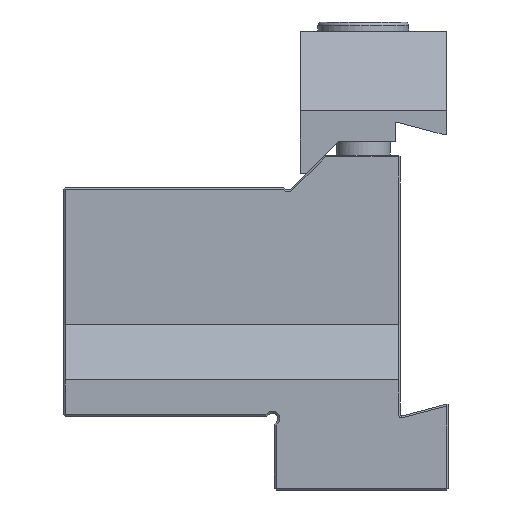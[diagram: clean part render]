
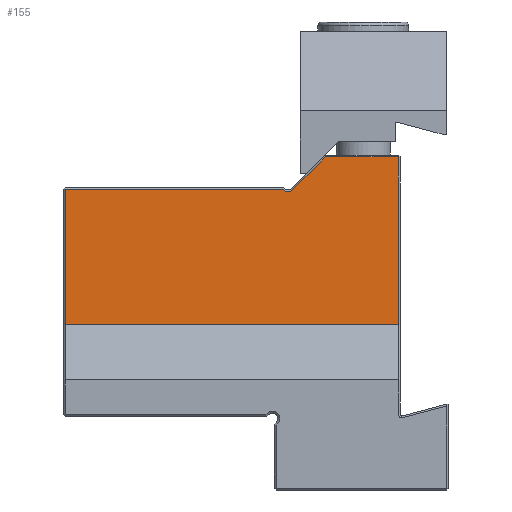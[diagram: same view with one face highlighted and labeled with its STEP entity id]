
A CAD part, left-side view. The second image highlights one B-rep face of the part: STEP entity #155.
In plain terms, the highlighted planar face has unit normal (-1, 0, 0).
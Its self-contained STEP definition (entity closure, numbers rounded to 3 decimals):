
#111=CIRCLE('',#1989,0.7);
#155=ADVANCED_FACE('',(#365),#273,.F.);
#273=PLANE('',#1990);
#365=FACE_OUTER_BOUND('',#468,.T.);
#468=EDGE_LOOP('',(#632,#633,#634,#635,#636,#637,#638,#639));
#632=ORIENTED_EDGE('',*,*,#1313,.T.);
#633=ORIENTED_EDGE('',*,*,#1315,.T.);
#634=ORIENTED_EDGE('',*,*,#1316,.T.);
#635=ORIENTED_EDGE('',*,*,#1317,.T.);
#636=ORIENTED_EDGE('',*,*,#1318,.T.);
#637=ORIENTED_EDGE('',*,*,#1319,.T.);
#638=ORIENTED_EDGE('',*,*,#1320,.T.);
#639=ORIENTED_EDGE('',*,*,#1321,.T.);
#1152=VERTEX_POINT('',#2746);
#1153=VERTEX_POINT('',#2748);
#1154=VERTEX_POINT('',#2752);
#1155=VERTEX_POINT('',#2754);
#1156=VERTEX_POINT('',#2756);
#1157=VERTEX_POINT('',#2758);
#1158=VERTEX_POINT('',#2760);
#1159=VERTEX_POINT('',#2762);
#1313=EDGE_CURVE('',#1153,#1152,#1573,.T.);
#1315=EDGE_CURVE('',#1152,#1154,#1575,.T.);
#1316=EDGE_CURVE('',#1154,#1155,#1576,.T.);
#1317=EDGE_CURVE('',#1155,#1156,#1577,.T.);
#1318=EDGE_CURVE('',#1156,#1157,#111,.T.);
#1319=EDGE_CURVE('',#1157,#1158,#1578,.T.);
#1320=EDGE_CURVE('',#1158,#1159,#1579,.T.);
#1321=EDGE_CURVE('',#1159,#1153,#1580,.T.);
#1573=LINE('',#2747,#1789);
#1575=LINE('',#2751,#1791);
#1576=LINE('',#2753,#1792);
#1577=LINE('',#2755,#1793);
#1578=LINE('',#2759,#1794);
#1579=LINE('',#2761,#1795);
#1580=LINE('',#2763,#1796);
#1789=VECTOR('',#2182,1.);
#1791=VECTOR('',#2186,1.);
#1792=VECTOR('',#2187,1.);
#1793=VECTOR('',#2188,1.);
#1794=VECTOR('',#2191,1.);
#1795=VECTOR('',#2192,1.);
#1796=VECTOR('',#2193,1.);
#1989=AXIS2_PLACEMENT_3D('',#2757,#2189,#2190);
#1990=AXIS2_PLACEMENT_3D('',#2764,#2194,#2195);
#2182=DIRECTION('',(0.,-1.,0.));
#2186=DIRECTION('',(0.,0.,1.));
#2187=DIRECTION('',(0.,1.,0.));
#2188=DIRECTION('',(0.,0.707,-0.707));
#2189=DIRECTION('',(1.,0.,0.));
#2190=DIRECTION('',(0.,0.,-1.));
#2191=DIRECTION('',(0.,0.707,0.707));
#2192=DIRECTION('',(0.,1.,0.));
#2193=DIRECTION('',(0.,0.,-1.));
#2194=DIRECTION('',(1.,0.,0.));
#2195=DIRECTION('',(0.,0.,-1.));
#2746=CARTESIAN_POINT('',(6.,5.5,-18.5));
#2747=CARTESIAN_POINT('',(6.,42.,-18.5));
#2748=CARTESIAN_POINT('',(6.,41.8,-18.5));
#2751=CARTESIAN_POINT('',(6.,5.5,0.));
#2752=CARTESIAN_POINT('',(6.,5.5,-0.2));
#2753=CARTESIAN_POINT('',(6.,42.,-0.2));
#2754=CARTESIAN_POINT('',(6.,13.417,-0.2));
#2755=CARTESIAN_POINT('',(6.,27.609,-14.391));
#2756=CARTESIAN_POINT('',(6.,17.012,-3.795));
#2757=CARTESIAN_POINT('',(6.,17.507,-3.3));
#2758=CARTESIAN_POINT('',(6.,18.002,-3.795));
#2759=CARTESIAN_POINT('',(6.,31.899,10.101));
#2760=CARTESIAN_POINT('',(6.,18.097,-3.7));
#2761=CARTESIAN_POINT('',(6.,42.,-3.7));
#2762=CARTESIAN_POINT('',(6.,41.8,-3.7));
#2763=CARTESIAN_POINT('',(6.,41.8,-18.5));
#2764=CARTESIAN_POINT('',(6.,42.,0.));
